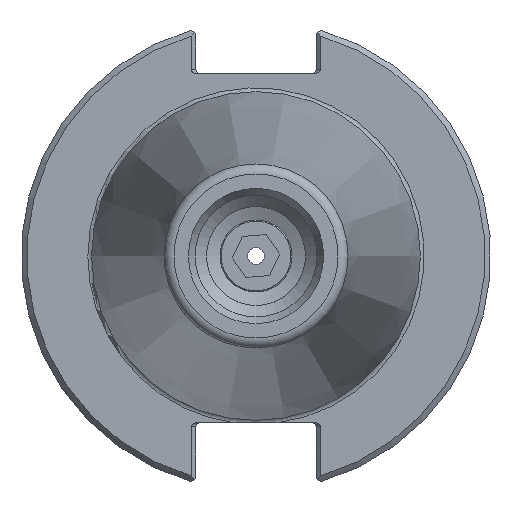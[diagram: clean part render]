
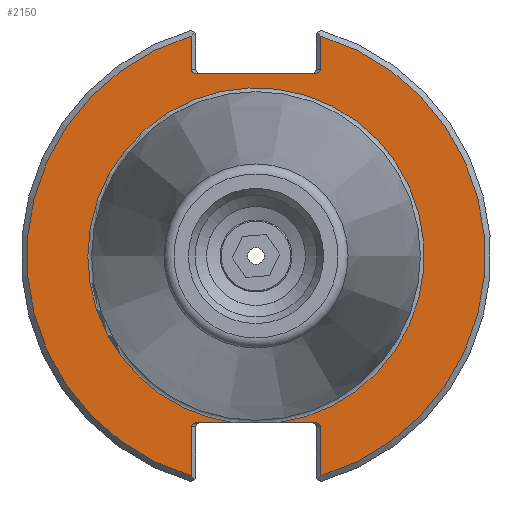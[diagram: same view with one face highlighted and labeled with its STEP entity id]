
A CAD part, left-side view. The second image highlights one B-rep face of the part: STEP entity #2150.
In plain terms, the highlighted planar face has unit normal (-1, 0, 0).
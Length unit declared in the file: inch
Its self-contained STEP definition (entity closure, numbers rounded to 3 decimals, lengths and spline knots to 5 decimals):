
#74=ELLIPSE('',#2321,0.02828,0.02);
#75=ELLIPSE('',#2323,0.02828,0.02);
#76=ELLIPSE('',#2324,0.02828,0.02);
#77=ELLIPSE('',#2326,0.02828,0.02);
#100=LINE('',#3272,#222);
#106=LINE('',#3300,#228);
#107=LINE('',#3304,#229);
#108=LINE('',#3308,#230);
#109=LINE('',#3313,#231);
#110=LINE('',#3317,#232);
#111=LINE('',#3320,#233);
#222=VECTOR('',#2633,0.63343);
#228=VECTOR('',#2647,0.205);
#229=VECTOR('',#2650,0.2622);
#230=VECTOR('',#2653,0.1782);
#231=VECTOR('',#2658,0.1782);
#232=VECTOR('',#2661,0.2622);
#233=VECTOR('',#2664,0.205);
#366=PLANE('',#2320);
#536=FACE_OUTER_BOUND('',#694,.T.);
#694=EDGE_LOOP('',(#1497,#1498,#1499,#1500,#1501,#1502,#1503,#1504,#1505,
#1506,#1507,#1508,#1509,#1510));
#866=CIRCLE('',#2318,0.895);
#868=CIRCLE('',#2322,1.22);
#869=CIRCLE('',#2325,1.22);
#970=VERTEX_POINT('',#3268);
#972=VERTEX_POINT('',#3271);
#976=VERTEX_POINT('',#3282);
#977=VERTEX_POINT('',#3283);
#979=VERTEX_POINT('',#3299);
#980=VERTEX_POINT('',#3301);
#981=VERTEX_POINT('',#3303);
#982=VERTEX_POINT('',#3305);
#983=VERTEX_POINT('',#3307);
#984=VERTEX_POINT('',#3310);
#985=VERTEX_POINT('',#3312);
#986=VERTEX_POINT('',#3314);
#987=VERTEX_POINT('',#3316);
#988=VERTEX_POINT('',#3318);
#1179=EDGE_CURVE('',#970,#972,#100,.T.);
#1186=EDGE_CURVE('',#976,#977,#866,.T.);
#1188=EDGE_CURVE('',#979,#976,#106,.T.);
#1189=EDGE_CURVE('',#980,#979,#74,.T.);
#1190=EDGE_CURVE('',#981,#980,#107,.T.);
#1191=EDGE_CURVE('',#982,#981,#868,.T.);
#1192=EDGE_CURVE('',#983,#982,#108,.T.);
#1193=EDGE_CURVE('',#972,#983,#75,.T.);
#1194=EDGE_CURVE('',#984,#970,#76,.T.);
#1195=EDGE_CURVE('',#985,#984,#109,.T.);
#1196=EDGE_CURVE('',#986,#985,#869,.T.);
#1197=EDGE_CURVE('',#987,#986,#110,.T.);
#1198=EDGE_CURVE('',#988,#987,#77,.T.);
#1199=EDGE_CURVE('',#977,#988,#111,.T.);
#1497=ORIENTED_EDGE('',*,*,#1186,.F.);
#1498=ORIENTED_EDGE('',*,*,#1188,.F.);
#1499=ORIENTED_EDGE('',*,*,#1189,.F.);
#1500=ORIENTED_EDGE('',*,*,#1190,.F.);
#1501=ORIENTED_EDGE('',*,*,#1191,.F.);
#1502=ORIENTED_EDGE('',*,*,#1192,.F.);
#1503=ORIENTED_EDGE('',*,*,#1193,.F.);
#1504=ORIENTED_EDGE('',*,*,#1179,.F.);
#1505=ORIENTED_EDGE('',*,*,#1194,.F.);
#1506=ORIENTED_EDGE('',*,*,#1195,.F.);
#1507=ORIENTED_EDGE('',*,*,#1196,.F.);
#1508=ORIENTED_EDGE('',*,*,#1197,.F.);
#1509=ORIENTED_EDGE('',*,*,#1198,.F.);
#1510=ORIENTED_EDGE('',*,*,#1199,.F.);
#2150=ADVANCED_FACE('',(#536),#366,.T.);
#2318=AXIS2_PLACEMENT_3D('',#3295,#2641,#2642);
#2320=AXIS2_PLACEMENT_3D('',#3298,#2645,#2646);
#2321=AXIS2_PLACEMENT_3D('',#3302,#2648,#2649);
#2322=AXIS2_PLACEMENT_3D('',#3306,#2651,#2652);
#2323=AXIS2_PLACEMENT_3D('',#3309,#2654,#2655);
#2324=AXIS2_PLACEMENT_3D('',#3311,#2656,#2657);
#2325=AXIS2_PLACEMENT_3D('',#3315,#2659,#2660);
#2326=AXIS2_PLACEMENT_3D('',#3319,#2662,#2663);
#2633=DIRECTION('',(0.,-1.,0.));
#2641=DIRECTION('center_axis',(-1.,0.,0.));
#2642=DIRECTION('ref_axis',(0.,-1.,0.));
#2645=DIRECTION('center_axis',(-1.,0.,0.));
#2646=DIRECTION('ref_axis',(0.,0.,1.));
#2647=DIRECTION('',(0.,1.,0.));
#2648=DIRECTION('center_axis',(-1.,0.,0.));
#2649=DIRECTION('ref_axis',(0.,-1.,0.));
#2650=DIRECTION('',(0.,0.,1.));
#2651=DIRECTION('center_axis',(1.,0.,0.));
#2652=DIRECTION('ref_axis',(0.,-1.,0.));
#2653=DIRECTION('',(0.,0.,1.));
#2654=DIRECTION('center_axis',(-1.,0.,0.));
#2655=DIRECTION('ref_axis',(0.,-1.,0.));
#2656=DIRECTION('center_axis',(-1.,0.,0.));
#2657=DIRECTION('ref_axis',(0.,1.,0.));
#2658=DIRECTION('',(0.,0.,-1.));
#2659=DIRECTION('center_axis',(1.,0.,0.));
#2660=DIRECTION('ref_axis',(0.,1.,0.));
#2661=DIRECTION('',(0.,0.,-1.));
#2662=DIRECTION('center_axis',(-1.,0.,0.));
#2663=DIRECTION('ref_axis',(0.,1.,0.));
#2664=DIRECTION('',(0.,1.,0.));
#3268=CARTESIAN_POINT('',(0.125,0.31672,0.972));
#3271=CARTESIAN_POINT('',(0.125,-0.31672,0.972));
#3272=CARTESIAN_POINT('',(0.125,0.53125,0.972));
#3282=CARTESIAN_POINT('',(0.125,-0.11172,-0.888));
#3283=CARTESIAN_POINT('',(0.125,0.11172,-0.888));
#3295=CARTESIAN_POINT('Origin',(0.125,0.,0.));
#3298=CARTESIAN_POINT('Origin',(0.125,1.0625,0.));
#3299=CARTESIAN_POINT('',(0.125,-0.31672,-0.888));
#3300=CARTESIAN_POINT('',(0.125,0.53125,-0.888));
#3301=CARTESIAN_POINT('',(0.125,-0.345,-0.908));
#3302=CARTESIAN_POINT('Origin',(0.125,-0.31672,-0.908));
#3303=CARTESIAN_POINT('',(0.125,-0.345,-1.1702));
#3304=CARTESIAN_POINT('',(0.125,-0.345,-0.444));
#3305=CARTESIAN_POINT('',(0.125,-0.345,1.1702));
#3306=CARTESIAN_POINT('Origin',(0.125,0.,0.));
#3307=CARTESIAN_POINT('',(0.125,-0.345,0.992));
#3308=CARTESIAN_POINT('',(0.125,-0.345,0.486));
#3309=CARTESIAN_POINT('Origin',(0.125,-0.31672,0.992));
#3310=CARTESIAN_POINT('',(0.125,0.345,0.992));
#3311=CARTESIAN_POINT('Origin',(0.125,0.31672,0.992));
#3312=CARTESIAN_POINT('',(0.125,0.345,1.1702));
#3313=CARTESIAN_POINT('',(0.125,0.345,0.486));
#3314=CARTESIAN_POINT('',(0.125,0.345,-1.1702));
#3315=CARTESIAN_POINT('Origin',(0.125,0.,0.));
#3316=CARTESIAN_POINT('',(0.125,0.345,-0.908));
#3317=CARTESIAN_POINT('',(0.125,0.345,-0.444));
#3318=CARTESIAN_POINT('',(0.125,0.31672,-0.888));
#3319=CARTESIAN_POINT('Origin',(0.125,0.31672,-0.908));
#3320=CARTESIAN_POINT('',(0.125,0.53125,-0.888));
